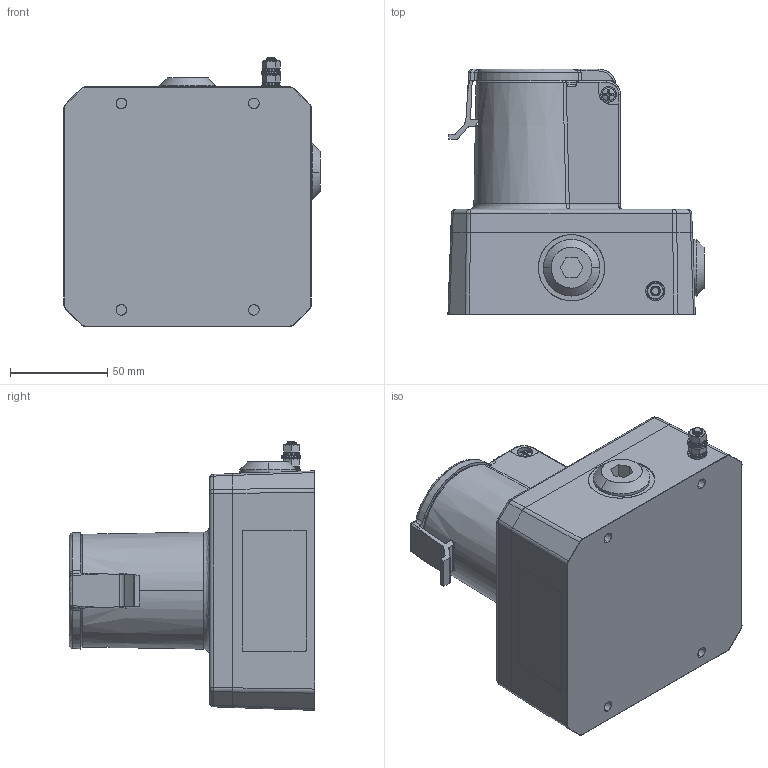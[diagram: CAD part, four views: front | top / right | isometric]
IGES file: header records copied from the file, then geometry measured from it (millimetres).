
Start section: SolidWorks IGES file using analytic representation for surfaces
Global section: file name: SK0450_Issue_A.IGS; native system: SolidWorks 2016; preprocessor: SolidWorks 2016; author: randip.rait; date: 161026.124703; units: millimetre
Bounding box: 131.46 x 126 x 137.92 mm (x, y, z)
Surface area: 141216.7 mm2 (no closed solid volume)
Topology: 0 solids, 0 shells, 1156 faces, 11594 edges, 11547 vertices
Faces by surface type: revolution 608, bspline 548
